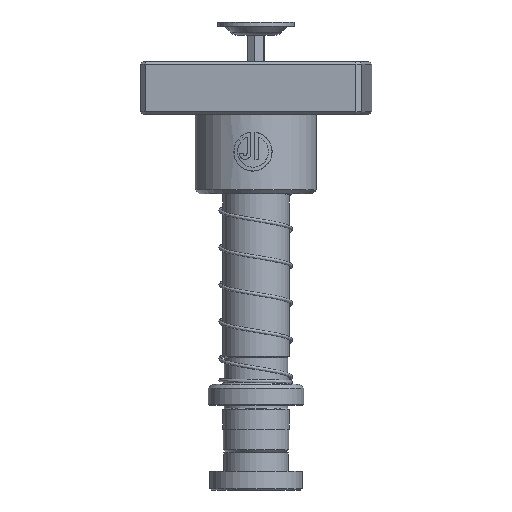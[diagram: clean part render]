
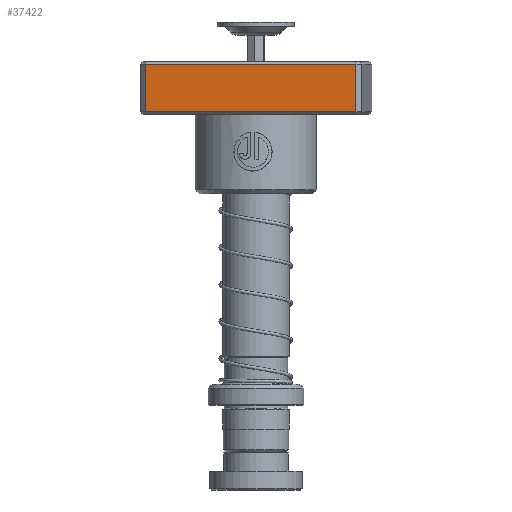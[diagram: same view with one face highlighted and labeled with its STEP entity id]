
A CAD part, front view. The second image highlights one B-rep face of the part: STEP entity #37422.
In plain terms, the highlighted face is planar.
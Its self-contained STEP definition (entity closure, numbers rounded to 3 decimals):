
#2198 = DIRECTION ( 'NONE',  ( 0., 0., -1. ) ) ;
#2744 = ORIENTED_EDGE ( 'NONE', *, *, #34165, .T. ) ;
#5270 = LINE ( 'NONE', #32488, #12078 ) ;
#5686 = EDGE_CURVE ( 'NONE', #16579, #14765, #5270, .T. ) ;
#6315 = EDGE_LOOP ( 'NONE', ( #2744, #40664, #25784, #39817 ) ) ;
#7177 = DIRECTION ( 'NONE',  ( 0., 0., -1. ) ) ;
#8062 = FACE_OUTER_BOUND ( 'NONE', #6315, .T. ) ;
#9050 = CARTESIAN_POINT ( 'NONE',  ( 40., 24., 20. ) ) ;
#12078 = VECTOR ( 'NONE', #7177, 1000. ) ;
#12595 = DIRECTION ( 'NONE',  ( 1., 0., 0. ) ) ;
#14115 = VECTOR ( 'NONE', #42429, 1000. ) ;
#14282 = DIRECTION ( 'NONE',  ( 0., -1., 0. ) ) ;
#14765 = VERTEX_POINT ( 'NONE', #28359 ) ;
#16522 = EDGE_CURVE ( 'NONE', #27227, #14765, #26089, .T. ) ;
#16579 = VERTEX_POINT ( 'NONE', #42755 ) ;
#19858 = VERTEX_POINT ( 'NONE', #37607 ) ;
#22327 = VECTOR ( 'NONE', #12595, 1000. ) ;
#23563 = EDGE_CURVE ( 'NONE', #16579, #19858, #46857, .T. ) ;
#25784 = ORIENTED_EDGE ( 'NONE', *, *, #5686, .F. ) ;
#26089 = LINE ( 'NONE', #34764, #14115 ) ;
#27227 = VERTEX_POINT ( 'NONE', #46090 ) ;
#27260 = CARTESIAN_POINT ( 'NONE',  ( 40., 24., 19. ) ) ;
#27990 = VECTOR ( 'NONE', #2198, 1000. ) ;
#28359 = CARTESIAN_POINT ( 'NONE',  ( -40., 24., 1. ) ) ;
#28930 = AXIS2_PLACEMENT_3D ( 'NONE', #28938, #14282, #43458 ) ;
#28938 = CARTESIAN_POINT ( 'NONE',  ( -40., 24., 20. ) ) ;
#32488 = CARTESIAN_POINT ( 'NONE',  ( -40., 24., 20. ) ) ;
#34165 = EDGE_CURVE ( 'NONE', #19858, #27227, #36004, .T. ) ;
#34764 = CARTESIAN_POINT ( 'NONE',  ( -40., 24., 1. ) ) ;
#36004 = LINE ( 'NONE', #9050, #27990 ) ;
#37422 = ADVANCED_FACE ( 'NONE', ( #8062 ), #41338, .F. ) ;
#37607 = CARTESIAN_POINT ( 'NONE',  ( 40., 24., 19. ) ) ;
#39817 = ORIENTED_EDGE ( 'NONE', *, *, #23563, .T. ) ;
#40664 = ORIENTED_EDGE ( 'NONE', *, *, #16522, .T. ) ;
#41338 = PLANE ( 'NONE',  #28930 ) ;
#42429 = DIRECTION ( 'NONE',  ( -1., 0., 0. ) ) ;
#42755 = CARTESIAN_POINT ( 'NONE',  ( -40., 24., 19. ) ) ;
#43458 = DIRECTION ( 'NONE',  ( 0., 0., -1. ) ) ;
#46090 = CARTESIAN_POINT ( 'NONE',  ( 40., 24., 1. ) ) ;
#46857 = LINE ( 'NONE', #27260, #22327 ) ;
